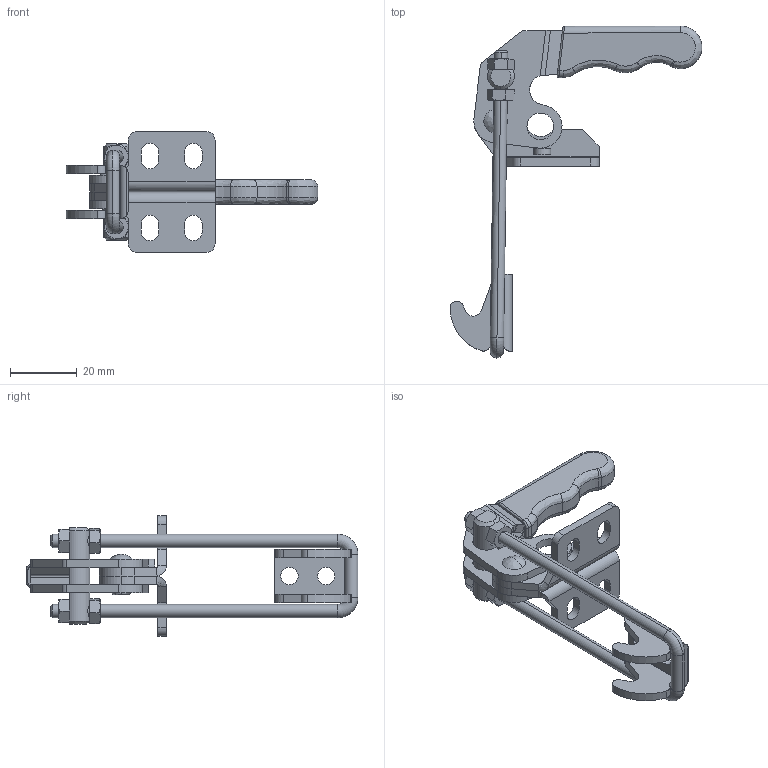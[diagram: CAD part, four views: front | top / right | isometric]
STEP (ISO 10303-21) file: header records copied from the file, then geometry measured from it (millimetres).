
FILE_DESCRIPTION (( 'STEP AP214' ), '1' );
FILE_NAME ('GH-40820-SSV(Â²¤Æ).STEP', '2020-09-16T06:53:18', ( 'LinWei' ), ( '' ), 'SwSTEP 2.0', 'SolidWorks 2016', '' );
FILE_SCHEMA (( 'AUTOMOTIVE_DESIGN' ));
Length unit declared in the file: millimetre
Products named in the file (6): Group1^GH-40820-V(簡化); GH-40820-SSV(簡化); Group1^GH-40820(簡化); 44082044-1^GH-40820-V(簡化); 14082015-1-2^GH-40820-V(簡化); Group2^GH-40820-V(簡化)
Assembly tree (5 placements, depth 2):
  GH-40820-SSV(簡化)
    Group1^GH-40820-V(簡化)
    Group2^GH-40820-V(簡化)
    14082015-1-2^GH-40820-V(簡化)
    44082044-1^GH-40820-V(簡化)
    Group1^GH-40820(簡化)
Bounding box: 75.36 x 99.35 x 36 mm (x, y, z)
Volume: 16318.5 mm3; surface area: 13949.8 mm2
Topology: 7 solids, 7 shells, 429 faces, 979 edges, 567 vertices
Faces by surface type: cylinder 152, cone 127, plane 115, bspline 31, torus 4
Entity records: 13677 total; most frequent: CARTESIAN_POINT 3363, DIRECTION 2036, ORIENTED_EDGE 1954, EDGE_CURVE 977, AXIS2_PLACEMENT_3D 773, VERTEX_POINT 567, VECTOR 490, LINE 490
